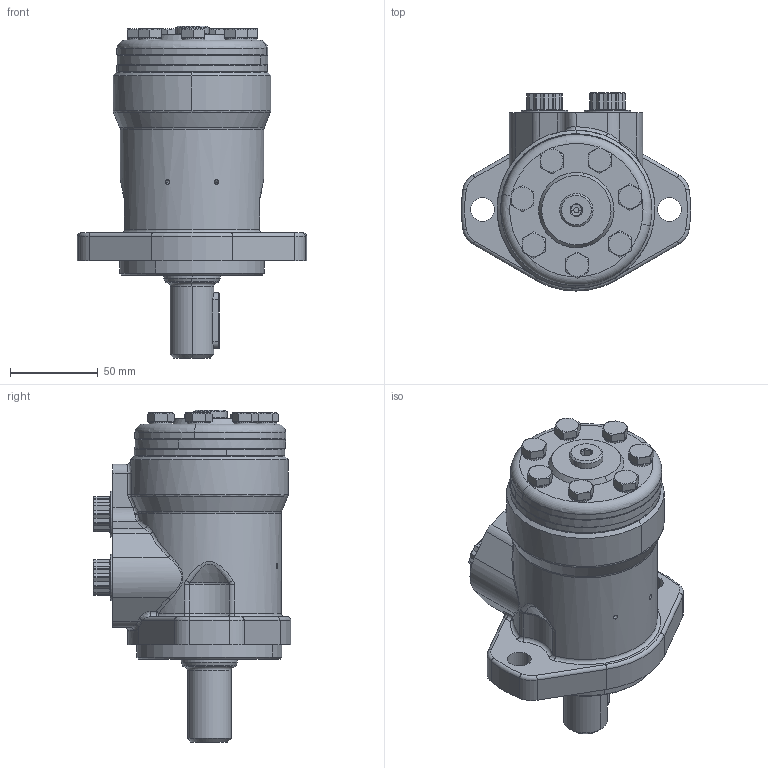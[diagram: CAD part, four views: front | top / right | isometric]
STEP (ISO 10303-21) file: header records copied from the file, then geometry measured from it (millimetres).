
FILE_DESCRIPTION((''),'2;1');
FILE_NAME('157XXXA6312BAAAA_SW0002','2021-07-06T',('U374100'),(''),'CREO PARAMETRIC BY PTC INC, 2015480','CREO PARAMETRIC BY PTC INC, 2015480','');
FILE_SCHEMA(('CONFIG_CONTROL_DESIGN'));
Length unit declared in the file: millimetre
Products named in the file (1): 157XXXA6312BAAAA_SW0002
Bounding box: 130.77 x 112.8 x 189.22 mm (x, y, z)
Volume: 534540.1 mm3; surface area: 121773.2 mm2
Topology: 2 solids, 4 shells, 1146 faces, 2832 edges, 1705 vertices
Faces by surface type: cylinder 448, plane 311, cone 194, torus 123, bspline 44, sphere 26
Entity records: 43029 total; most frequent: CARTESIAN_POINT 16001, DIRECTION 5850, ORIENTED_EDGE 5600, EDGE_CURVE 2800, AXIS2_PLACEMENT_3D 2373, VERTEX_POINT 1705, CIRCLE 1271, EDGE_LOOP 1243
